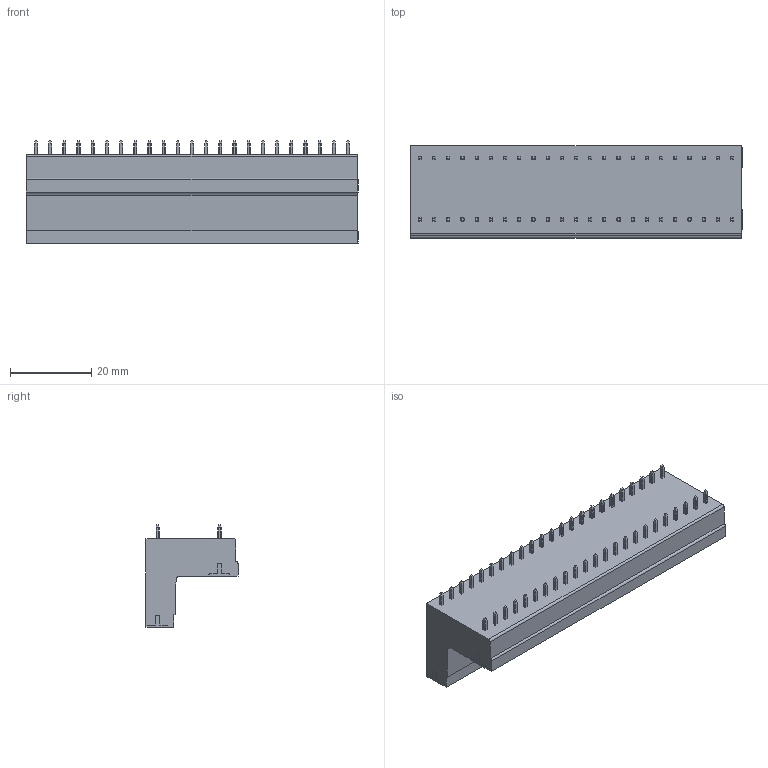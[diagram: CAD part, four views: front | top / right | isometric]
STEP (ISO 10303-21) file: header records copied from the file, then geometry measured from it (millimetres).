
FILE_DESCRIPTION((''),'2;1');
FILE_NAME('TLPHDC-005V-XXP','2024-08-08T13:57:29',('tluser'),(''),'CREO PARAMETRIC BY PTC INC, 2018100','CREO PARAMETRIC BY PTC INC, 2018100','');
FILE_SCHEMA(('CONFIG_CONTROL_DESIGN'));
Products named in the file (1): TLPHDC-005V-XXP
Bounding box: 81.9 x 22.7 x 25.4 mm (x, y, z)
Volume: 19254.1 mm3; surface area: 17020.2 mm2
Topology: 1 solids, 1 shells, 3696 faces, 10208 edges, 6698 vertices
Faces by surface type: plane 2481, cylinder 893, cone 230, torus 92
Entity records: 117563 total; most frequent: CARTESIAN_POINT 23063, ORIENTED_EDGE 20416, DIRECTION 18696, EDGE_CURVE 10208, VECTOR 7456, LINE 7456, VERTEX_POINT 6698, AXIS2_PLACEMENT_3D 5620
